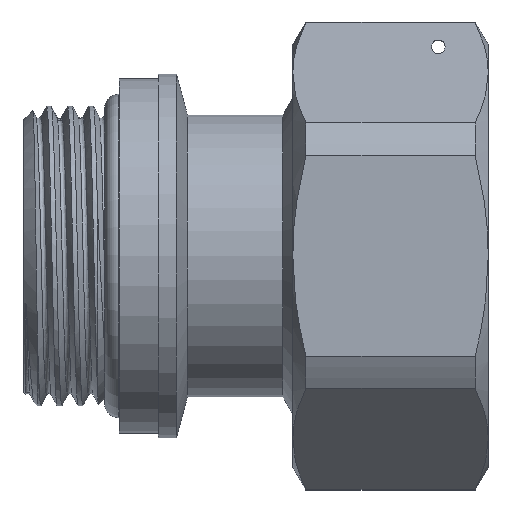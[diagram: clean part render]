
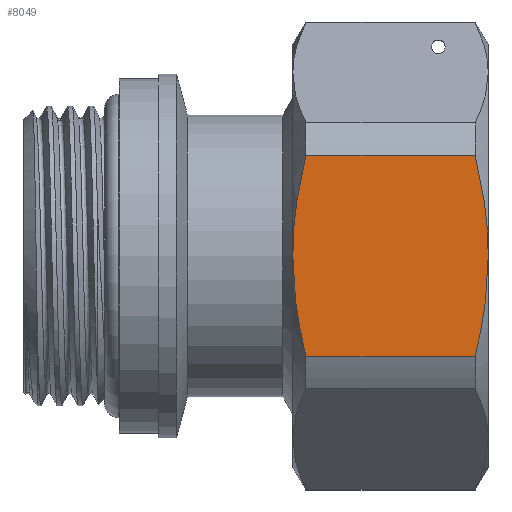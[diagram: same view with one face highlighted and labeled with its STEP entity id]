
A CAD part, top view. The second image highlights one B-rep face of the part: STEP entity #8049.
In plain terms, the highlighted face is planar.
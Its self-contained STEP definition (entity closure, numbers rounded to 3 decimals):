
#3949=CARTESIAN_POINT('',(-11.068,1.443,-23.25));
#3950=CARTESIAN_POINT('',(-10.118,1.208,-23.25));
#3951=CARTESIAN_POINT('',(-8.235,0.79,-23.25));
#3952=CARTESIAN_POINT('',(-5.483,0.339,-23.25));
#3953=CARTESIAN_POINT('',(-2.741,0.062,-23.25));
#3954=CARTESIAN_POINT('',(-0.913,0.,-23.25));
#3955=CARTESIAN_POINT('',(0.,0.,-23.25));
#3957=CARTESIAN_POINT('',(0.,0.,-23.25));
#3958=CARTESIAN_POINT('',(0.731,0.,-23.25));
#3959=CARTESIAN_POINT('',(2.193,0.04,-23.25));
#3960=CARTESIAN_POINT('',(4.385,0.218,-23.25));
#3961=CARTESIAN_POINT('',(6.582,0.51,-23.25));
#3962=CARTESIAN_POINT('',(8.799,0.912,-23.25));
#3963=CARTESIAN_POINT('',(10.307,1.255,-23.25));
#3964=CARTESIAN_POINT('',(11.068,1.443,-23.25));
#4460=DIRECTION('',(0.,-1.,0.));
#4461=VECTOR('',#4460,18.613);
#4462=CARTESIAN_POINT('',(11.068,20.057,-23.25));
#4463=LINE('',#4462,#4461);
#4482=DIRECTION('',(0.,-1.,0.));
#4483=VECTOR('',#4482,18.613);
#4484=CARTESIAN_POINT('',(-11.068,20.057,-23.25));
#4485=LINE('',#4484,#4483);
#4596=CARTESIAN_POINT('',(-11.068,20.057,-23.25));
#4597=CARTESIAN_POINT('',(-10.118,20.292,-23.25));
#4598=CARTESIAN_POINT('',(-8.235,20.71,-23.25));
#4599=CARTESIAN_POINT('',(-5.483,21.161,-23.25));
#4600=CARTESIAN_POINT('',(-2.741,21.438,-23.25));
#4601=CARTESIAN_POINT('',(-0.913,21.5,-23.25));
#4602=CARTESIAN_POINT('',(0.,21.5,-23.25));
#4604=CARTESIAN_POINT('',(0.,21.5,-23.25));
#4605=CARTESIAN_POINT('',(0.731,21.5,-23.25));
#4606=CARTESIAN_POINT('',(2.193,21.46,-23.25));
#4607=CARTESIAN_POINT('',(4.385,21.282,-23.25));
#4608=CARTESIAN_POINT('',(6.582,20.99,-23.25));
#4609=CARTESIAN_POINT('',(8.799,20.588,-23.25));
#4610=CARTESIAN_POINT('',(10.307,20.245,-23.25));
#4611=CARTESIAN_POINT('',(11.068,20.057,-23.25));
#7254=VERTEX_POINT('',#3949);
#7255=VERTEX_POINT('',#3955);
#7256=VERTEX_POINT('',#3964);
#7263=CARTESIAN_POINT('',(-11.068,20.057,-23.25));
#7264=VERTEX_POINT('',#7263);
#7265=CARTESIAN_POINT('',(11.068,20.057,-23.25));
#7266=VERTEX_POINT('',#7265);
#7270=VERTEX_POINT('',#4602);
#8034=CARTESIAN_POINT('',(-13.423,21.5,-23.25));
#8035=DIRECTION('',(0.,0.,1.));
#8036=DIRECTION('',(1.,0.,0.));
#8037=AXIS2_PLACEMENT_3D('',#8034,#8035,#8036);
#8038=PLANE('',#8037);
#8039=ORIENTED_EDGE('',*,*,#7672,.T.);
#8040=ORIENTED_EDGE('',*,*,#7684,.T.);
#8041=ORIENTED_EDGE('',*,*,#7950,.F.);
#8043=ORIENTED_EDGE('',*,*,#8042,.F.);
#8045=ORIENTED_EDGE('',*,*,#8044,.F.);
#8046=ORIENTED_EDGE('',*,*,#7968,.T.);
#8047=EDGE_LOOP('',(#8039,#8040,#8041,#8043,#8045,#8046));
#8048=FACE_OUTER_BOUND('',#8047,.F.);
#8049=ADVANCED_FACE('',(#8048),#8038,.F.);
#3956=B_SPLINE_CURVE_WITH_KNOTS('',3,(#3949,#3950,#3951,#3952,#3953,#3954,
#3955),.UNSPECIFIED.,.F.,.F.,(4,1,1,1,4),(0.,0.25,0.5,0.75,1.),
.UNSPECIFIED.);
#3965=B_SPLINE_CURVE_WITH_KNOTS('',3,(#3957,#3958,#3959,#3960,#3961,#3962,#3963,
#3964),.UNSPECIFIED.,.F.,.F.,(4,1,1,1,1,4),(0.,0.2,0.4,0.6,0.8,1.),
.UNSPECIFIED.);
#4603=B_SPLINE_CURVE_WITH_KNOTS('',3,(#4596,#4597,#4598,#4599,#4600,#4601,
#4602),.UNSPECIFIED.,.F.,.F.,(4,1,1,1,4),(0.,0.25,0.5,0.75,1.),
.UNSPECIFIED.);
#4612=B_SPLINE_CURVE_WITH_KNOTS('',3,(#4604,#4605,#4606,#4607,#4608,#4609,#4610,
#4611),.UNSPECIFIED.,.F.,.F.,(4,1,1,1,1,4),(0.,0.2,0.4,0.6,0.8,1.),
.UNSPECIFIED.);
#7672=EDGE_CURVE('',#7254,#7255,#3956,.T.);
#7684=EDGE_CURVE('',#7255,#7256,#3965,.T.);
#7950=EDGE_CURVE('',#7266,#7256,#4463,.T.);
#7968=EDGE_CURVE('',#7264,#7254,#4485,.T.);
#8042=EDGE_CURVE('',#7270,#7266,#4612,.T.);
#8044=EDGE_CURVE('',#7264,#7270,#4603,.T.);
